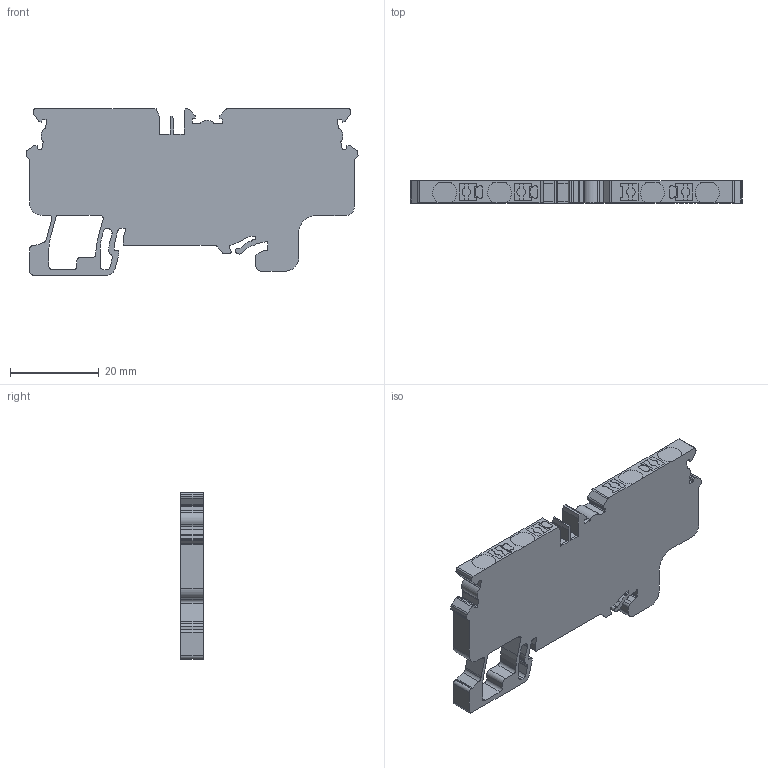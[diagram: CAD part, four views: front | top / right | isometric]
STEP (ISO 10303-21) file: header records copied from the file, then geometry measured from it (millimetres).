
FILE_DESCRIPTION(/* description */ ('Unknown'),/* implementation_level */ '2;1');
FILE_NAME(/* name */ 'CPG2.5_4',/* time_stamp */ '2018-07-30T14:28:34+06:00',/* author */ ('Unknown'),/* organization */ ('Unknown'),/* preprocessor_version */ 'ST-DEVELOPER v16.7',/* originating_system */ 'DEX',/* authorisation */ $);
FILE_SCHEMA (('AUTOMOTIVE_DESIGN {1 0 10303 214 3 1 1}'));
Length unit declared in the file: millimetre
Products named in the file (1): CPG2.5_4
Bounding box: 74.7 x 5 x 37.41 mm (x, y, z)
Volume: 10386 mm3; surface area: 5994.3 mm2
Topology: 1 solids, 1 shells, 373 faces, 1093 edges, 729 vertices
Faces by surface type: plane 204, cylinder 163, bspline 6
Entity records: 15192 total; most frequent: CARTESIAN_POINT 2370, ORIENTED_EDGE 2186, DIRECTION 2136, EDGE_CURVE 1093, LINE 762, VECTOR 762, VERTEX_POINT 729, AXIS2_PLACEMENT_3D 687
